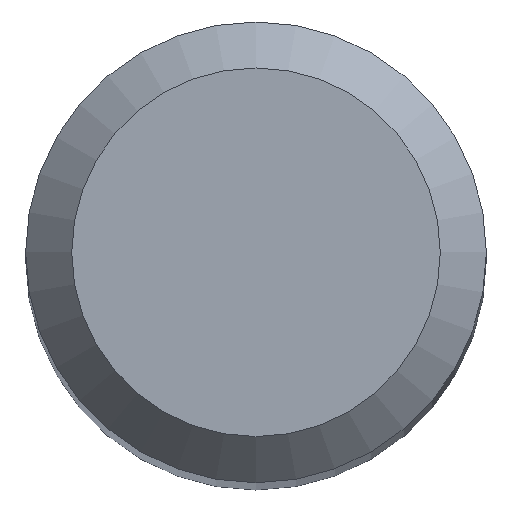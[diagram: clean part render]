
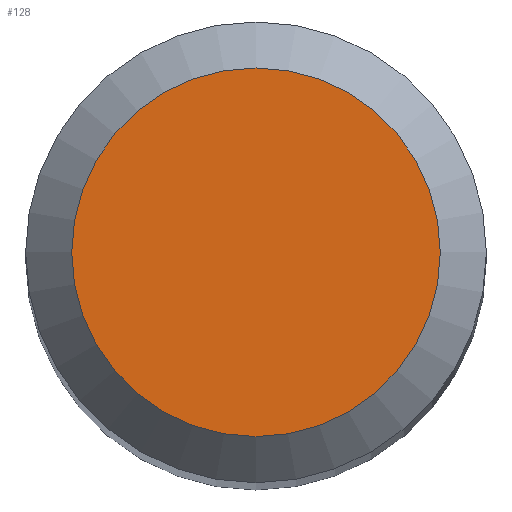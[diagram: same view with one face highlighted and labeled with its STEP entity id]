
A CAD part, top view. The second image highlights one B-rep face of the part: STEP entity #128.
In plain terms, the highlighted planar face has unit normal (0, 0, 1).
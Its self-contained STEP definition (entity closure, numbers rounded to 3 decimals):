
#19 = DIRECTION ( 'NONE',  ( 0., 1., 0. ) ) ;
#20 = PLANE ( 'NONE',  #61 ) ;
#34 = DIRECTION ( 'NONE',  ( 0., 1., 0. ) ) ;
#61 = AXIS2_PLACEMENT_3D ( 'NONE', #131, #200, #19 ) ;
#85 = CARTESIAN_POINT ( 'NONE',  ( 0., 1.2, 50. ) ) ;
#91 = AXIS2_PLACEMENT_3D ( 'NONE', #144, #171, #34 ) ;
#92 = EDGE_CURVE ( 'NONE', #245, #245, #209, .T. ) ;
#95 = ORIENTED_EDGE ( 'NONE', *, *, #92, .F. ) ;
#115 = EDGE_LOOP ( 'NONE', ( #95 ) ) ;
#128 = ADVANCED_FACE ( 'NONE', ( #179 ), #20, .F. ) ;
#131 = CARTESIAN_POINT ( 'NONE',  ( 0., 0., 50. ) ) ;
#144 = CARTESIAN_POINT ( 'NONE',  ( 0., 0., 50. ) ) ;
#171 = DIRECTION ( 'NONE',  ( 0., 0., -1. ) ) ;
#179 = FACE_OUTER_BOUND ( 'NONE', #115, .T. ) ;
#200 = DIRECTION ( 'NONE',  ( 0., 0., -1. ) ) ;
#209 = CIRCLE ( 'NONE', #91, 1.2 ) ;
#245 = VERTEX_POINT ( 'NONE', #85 ) ;
